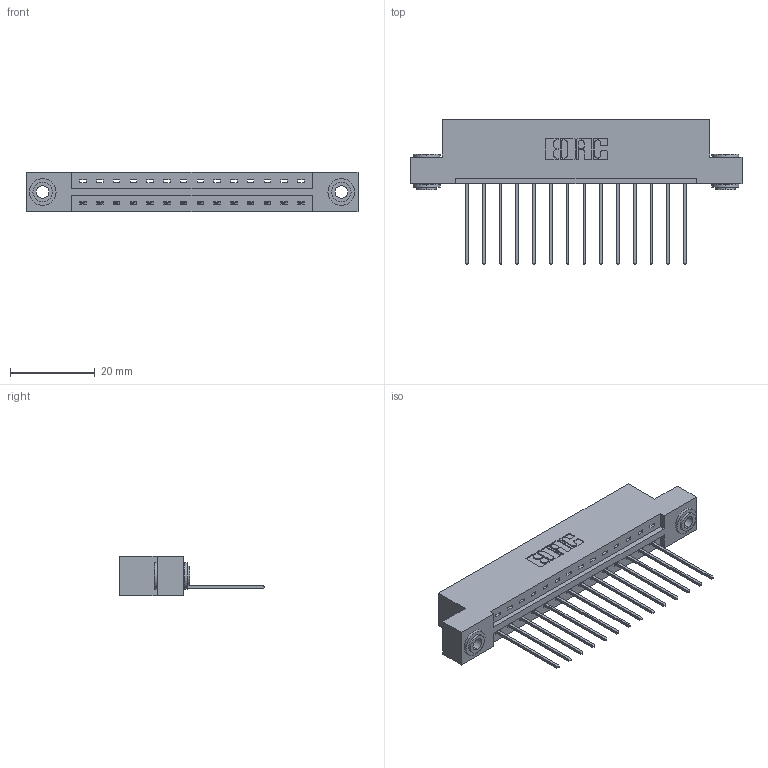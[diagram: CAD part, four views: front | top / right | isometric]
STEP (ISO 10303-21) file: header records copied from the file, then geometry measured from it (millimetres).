
FILE_DESCRIPTION (( 'STEP AP203' ), '1' );
FILE_NAME ('337-014-541-103.STEP', '2018-08-04T14:55:06', ( '' ), ( '' ), 'SwSTEP 2.0', 'SolidWorks 2016', '' );
FILE_SCHEMA (( 'CONFIG_CONTROL_DESIGN' ));
Length unit declared in the file: inch
Products named in the file (4): 337 Part_Flush Mounting Lugs - 0.156 Dia-TH; 345-292-001_345-293-141; 345-250-002_345-250-002-102; 337-014-541-103
Assembly tree (17 placements, depth 2):
  337-014-541-103
    337 Part_Flush Mounting Lugs - 0.156 Dia-TH
    345-292-001_345-293-141  x14
    345-250-002_345-250-002-102  x2
Bounding box: 78.49 x 34.3 x 9.4 mm (x, y, z)
Volume: 7872.5 mm3; surface area: 8496.5 mm2
Topology: 17 solids, 17 shells, 1020 faces, 3019 edges, 1990 vertices
Faces by surface type: plane 724, cylinder 288, cone 8
Entity records: 14696 total; most frequent: CARTESIAN_POINT 2535, ORIENTED_EDGE 2478, DIRECTION 2225, EDGE_CURVE 1239, LINE 1087, VECTOR 1087, VERTEX_POINT 822, AXIS2_PLACEMENT_3D 569
